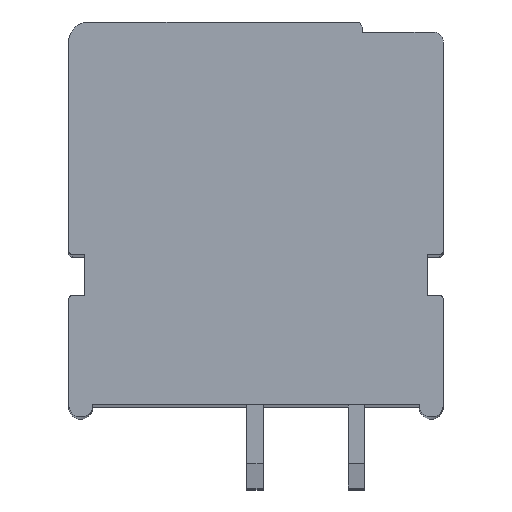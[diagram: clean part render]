
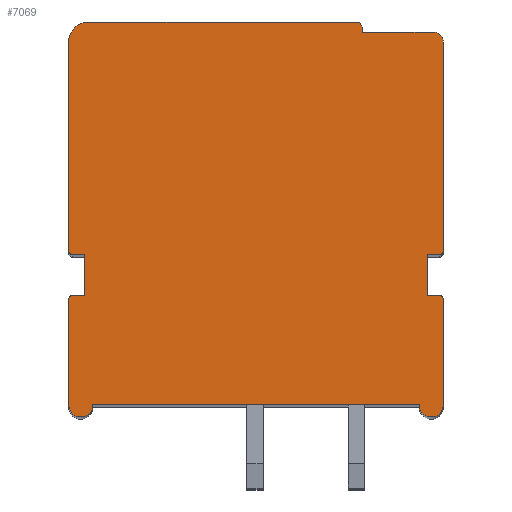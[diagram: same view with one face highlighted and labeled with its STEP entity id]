
A CAD part, top view. The second image highlights one B-rep face of the part: STEP entity #7069.
In plain terms, the highlighted planar face has unit normal (0, 0, 1).
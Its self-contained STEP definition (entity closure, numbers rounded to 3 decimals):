
#998=CARTESIAN_POINT('',(8.75,8.75,4.7));
#999=DIRECTION('',(0.,0.,1.));
#1000=DIRECTION('',(1.,0.,0.));
#1001=AXIS2_PLACEMENT_3D('',#998,#999,#1000);
#1003=DIRECTION('',(0.,1.,0.));
#1004=VECTOR('',#1003,10.3);
#1005=CARTESIAN_POINT('',(9.25,-1.55,4.7));
#1006=LINE('',#1005,#1004);
#1007=CARTESIAN_POINT('',(9.05,-1.55,4.7));
#1008=DIRECTION('',(0.,0.,1.));
#1009=DIRECTION('',(0.,-1.,0.));
#1010=AXIS2_PLACEMENT_3D('',#1007,#1008,#1009);
#1012=DIRECTION('',(1.,0.,0.));
#1013=VECTOR('',#1012,0.6);
#1014=CARTESIAN_POINT('',(8.45,-1.75,4.7));
#1015=LINE('',#1014,#1013);
#1016=DIRECTION('',(0.,1.,0.));
#1017=VECTOR('',#1016,2.);
#1018=CARTESIAN_POINT('',(8.45,-3.75,4.7));
#1019=LINE('',#1018,#1017);
#1020=DIRECTION('',(-1.,0.,0.));
#1021=VECTOR('',#1020,0.6);
#1022=CARTESIAN_POINT('',(9.05,-3.75,4.7));
#1023=LINE('',#1022,#1021);
#1024=CARTESIAN_POINT('',(9.05,-3.95,4.7));
#1025=DIRECTION('',(0.,0.,1.));
#1026=DIRECTION('',(1.,0.,0.));
#1027=AXIS2_PLACEMENT_3D('',#1024,#1025,#1026);
#1029=DIRECTION('',(0.,1.,0.));
#1030=VECTOR('',#1029,5.2);
#1031=CARTESIAN_POINT('',(9.25,-9.15,4.7));
#1032=LINE('',#1031,#1030);
#1033=CARTESIAN_POINT('',(8.65,-9.15,4.7));
#1034=DIRECTION('',(0.,0.,1.));
#1035=DIRECTION('',(-1.,0.,0.));
#1036=AXIS2_PLACEMENT_3D('',#1033,#1034,#1035);
#1038=DIRECTION('',(1.,0.,0.));
#1039=VECTOR('',#1038,16.1);
#1040=CARTESIAN_POINT('',(-8.05,-9.15,4.7));
#1041=LINE('',#1040,#1039);
#1042=CARTESIAN_POINT('',(-8.65,-9.15,4.7));
#1043=DIRECTION('',(0.,0.,1.));
#1044=DIRECTION('',(-1.,0.,0.));
#1045=AXIS2_PLACEMENT_3D('',#1042,#1043,#1044);
#1047=DIRECTION('',(0.,-1.,0.));
#1048=VECTOR('',#1047,5.2);
#1049=CARTESIAN_POINT('',(-9.25,-3.95,4.7));
#1050=LINE('',#1049,#1048);
#1051=CARTESIAN_POINT('',(-9.05,-3.95,4.7));
#1052=DIRECTION('',(0.,0.,1.));
#1053=DIRECTION('',(0.,1.,0.));
#1054=AXIS2_PLACEMENT_3D('',#1051,#1052,#1053);
#1056=DIRECTION('',(-1.,0.,0.));
#1057=VECTOR('',#1056,0.6);
#1058=CARTESIAN_POINT('',(-8.45,-3.75,4.7));
#1059=LINE('',#1058,#1057);
#1060=DIRECTION('',(0.,-1.,0.));
#1061=VECTOR('',#1060,2.);
#1062=CARTESIAN_POINT('',(-8.45,-1.75,4.7));
#1063=LINE('',#1062,#1061);
#1064=DIRECTION('',(1.,0.,0.));
#1065=VECTOR('',#1064,0.6);
#1066=CARTESIAN_POINT('',(-9.05,-1.75,4.7));
#1067=LINE('',#1066,#1065);
#1068=CARTESIAN_POINT('',(-9.05,-1.55,4.7));
#1069=DIRECTION('',(0.,0.,1.));
#1070=DIRECTION('',(-1.,0.,0.));
#1071=AXIS2_PLACEMENT_3D('',#1068,#1069,#1070);
#1073=DIRECTION('',(0.,-1.,0.));
#1074=VECTOR('',#1073,10.3);
#1075=CARTESIAN_POINT('',(-9.25,8.75,4.7));
#1076=LINE('',#1075,#1074);
#1077=CARTESIAN_POINT('',(-8.25,8.75,4.7));
#1078=DIRECTION('',(0.,0.,1.));
#1079=DIRECTION('',(0.,1.,0.));
#1080=AXIS2_PLACEMENT_3D('',#1077,#1078,#1079);
#1082=DIRECTION('',(-1.,0.,0.));
#1083=VECTOR('',#1082,13.2);
#1084=CARTESIAN_POINT('',(4.95,9.75,4.7));
#1085=LINE('',#1084,#1083);
#1086=CARTESIAN_POINT('',(4.95,9.45,4.7));
#1087=DIRECTION('',(0.,0.,1.));
#1088=DIRECTION('',(1.,0.,0.));
#1089=AXIS2_PLACEMENT_3D('',#1086,#1087,#1088);
#1091=DIRECTION('',(0.,1.,0.));
#1092=VECTOR('',#1091,0.2);
#1093=CARTESIAN_POINT('',(5.25,9.25,4.7));
#1094=LINE('',#1093,#1092);
#1095=DIRECTION('',(-1.,0.,0.));
#1096=VECTOR('',#1095,3.5);
#1097=CARTESIAN_POINT('',(8.75,9.25,4.7));
#1098=LINE('',#1097,#1096);
#4673=CARTESIAN_POINT('',(9.25,8.75,4.7));
#4674=CARTESIAN_POINT('',(8.75,9.25,4.7));
#4675=VERTEX_POINT('',#4673);
#4676=VERTEX_POINT('',#4674);
#4677=CARTESIAN_POINT('',(5.25,9.25,4.7));
#4678=VERTEX_POINT('',#4677);
#4679=CARTESIAN_POINT('',(5.25,9.45,4.7));
#4680=VERTEX_POINT('',#4679);
#4681=CARTESIAN_POINT('',(4.95,9.75,4.7));
#4682=VERTEX_POINT('',#4681);
#4683=CARTESIAN_POINT('',(-8.25,9.75,4.7));
#4684=VERTEX_POINT('',#4683);
#4685=CARTESIAN_POINT('',(-9.25,8.75,4.7));
#4686=VERTEX_POINT('',#4685);
#4687=CARTESIAN_POINT('',(-9.25,-1.55,4.7));
#4688=VERTEX_POINT('',#4687);
#4689=CARTESIAN_POINT('',(-9.05,-1.75,4.7));
#4690=VERTEX_POINT('',#4689);
#4691=CARTESIAN_POINT('',(-8.45,-1.75,4.7));
#4692=VERTEX_POINT('',#4691);
#4693=CARTESIAN_POINT('',(-8.45,-3.75,4.7));
#4694=VERTEX_POINT('',#4693);
#4695=CARTESIAN_POINT('',(-9.05,-3.75,4.7));
#4696=VERTEX_POINT('',#4695);
#4697=CARTESIAN_POINT('',(-9.25,-3.95,4.7));
#4698=VERTEX_POINT('',#4697);
#4699=CARTESIAN_POINT('',(-9.25,-9.15,4.7));
#4700=VERTEX_POINT('',#4699);
#4701=CARTESIAN_POINT('',(-8.05,-9.15,4.7));
#4702=VERTEX_POINT('',#4701);
#4703=CARTESIAN_POINT('',(8.05,-9.15,4.7));
#4704=VERTEX_POINT('',#4703);
#4705=CARTESIAN_POINT('',(9.25,-9.15,4.7));
#4706=VERTEX_POINT('',#4705);
#4707=CARTESIAN_POINT('',(9.25,-3.95,4.7));
#4708=VERTEX_POINT('',#4707);
#4709=CARTESIAN_POINT('',(9.05,-3.75,4.7));
#4710=VERTEX_POINT('',#4709);
#4711=CARTESIAN_POINT('',(8.45,-3.75,4.7));
#4712=VERTEX_POINT('',#4711);
#4713=CARTESIAN_POINT('',(8.45,-1.75,4.7));
#4714=VERTEX_POINT('',#4713);
#4715=CARTESIAN_POINT('',(9.05,-1.75,4.7));
#4716=VERTEX_POINT('',#4715);
#4717=CARTESIAN_POINT('',(9.25,-1.55,4.7));
#4718=VERTEX_POINT('',#4717);
#7039=CARTESIAN_POINT('',(0.,0.,4.7));
#7040=DIRECTION('',(0.,0.,1.));
#7041=DIRECTION('',(1.,0.,0.));
#7042=AXIS2_PLACEMENT_3D('',#7039,#7040,#7041);
#7043=PLANE('',#7042);
#7044=ORIENTED_EDGE('',*,*,#6173,.F.);
#7045=ORIENTED_EDGE('',*,*,#6188,.F.);
#7046=ORIENTED_EDGE('',*,*,#6202,.F.);
#7047=ORIENTED_EDGE('',*,*,#6216,.F.);
#7048=ORIENTED_EDGE('',*,*,#6230,.F.);
#7049=ORIENTED_EDGE('',*,*,#6244,.F.);
#7050=ORIENTED_EDGE('',*,*,#6258,.F.);
#7051=ORIENTED_EDGE('',*,*,#6272,.F.);
#7052=ORIENTED_EDGE('',*,*,#6286,.F.);
#7053=ORIENTED_EDGE('',*,*,#6300,.F.);
#7054=ORIENTED_EDGE('',*,*,#6554,.F.);
#7055=ORIENTED_EDGE('',*,*,#6568,.F.);
#7056=ORIENTED_EDGE('',*,*,#6582,.F.);
#7057=ORIENTED_EDGE('',*,*,#6596,.F.);
#7058=ORIENTED_EDGE('',*,*,#6610,.F.);
#7059=ORIENTED_EDGE('',*,*,#6624,.F.);
#7060=ORIENTED_EDGE('',*,*,#6638,.F.);
#7061=ORIENTED_EDGE('',*,*,#6652,.F.);
#7062=ORIENTED_EDGE('',*,*,#6666,.F.);
#7063=ORIENTED_EDGE('',*,*,#6680,.F.);
#7064=ORIENTED_EDGE('',*,*,#6886,.F.);
#7065=ORIENTED_EDGE('',*,*,#6900,.F.);
#7066=ORIENTED_EDGE('',*,*,#6913,.F.);
#7067=EDGE_LOOP('',(#7044,#7045,#7046,#7047,#7048,#7049,#7050,#7051,#7052,#7053,
#7054,#7055,#7056,#7057,#7058,#7059,#7060,#7061,#7062,#7063,#7064,#7065,#7066));
#7068=FACE_OUTER_BOUND('',#7067,.F.);
#1002=CIRCLE('',#1001,0.5);
#1011=CIRCLE('',#1010,0.2);
#1028=CIRCLE('',#1027,0.2);
#1037=CIRCLE('',#1036,0.6);
#1046=CIRCLE('',#1045,0.6);
#1055=CIRCLE('',#1054,0.2);
#1072=CIRCLE('',#1071,0.2);
#1081=CIRCLE('',#1080,1.);
#1090=CIRCLE('',#1089,0.3);
#6173=EDGE_CURVE('',#4675,#4676,#1002,.T.);
#6188=EDGE_CURVE('',#4718,#4675,#1006,.T.);
#6202=EDGE_CURVE('',#4716,#4718,#1011,.T.);
#6216=EDGE_CURVE('',#4714,#4716,#1015,.T.);
#6230=EDGE_CURVE('',#4712,#4714,#1019,.T.);
#6244=EDGE_CURVE('',#4710,#4712,#1023,.T.);
#6258=EDGE_CURVE('',#4708,#4710,#1028,.T.);
#6272=EDGE_CURVE('',#4706,#4708,#1032,.T.);
#6286=EDGE_CURVE('',#4704,#4706,#1037,.T.);
#6300=EDGE_CURVE('',#4702,#4704,#1041,.T.);
#6554=EDGE_CURVE('',#4700,#4702,#1046,.T.);
#6568=EDGE_CURVE('',#4698,#4700,#1050,.T.);
#6582=EDGE_CURVE('',#4696,#4698,#1055,.T.);
#6596=EDGE_CURVE('',#4694,#4696,#1059,.T.);
#6610=EDGE_CURVE('',#4692,#4694,#1063,.T.);
#6624=EDGE_CURVE('',#4690,#4692,#1067,.T.);
#6638=EDGE_CURVE('',#4688,#4690,#1072,.T.);
#6652=EDGE_CURVE('',#4686,#4688,#1076,.T.);
#6666=EDGE_CURVE('',#4684,#4686,#1081,.T.);
#6680=EDGE_CURVE('',#4682,#4684,#1085,.T.);
#6886=EDGE_CURVE('',#4680,#4682,#1090,.T.);
#6900=EDGE_CURVE('',#4678,#4680,#1094,.T.);
#6913=EDGE_CURVE('',#4676,#4678,#1098,.T.);
#7069=ADVANCED_FACE('',(#7068),#7043,.T.);
